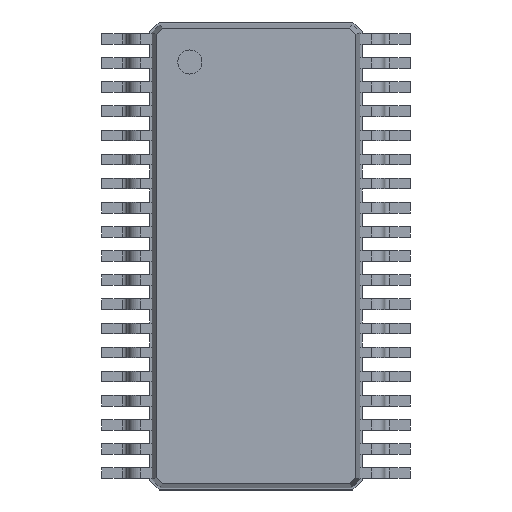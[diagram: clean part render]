
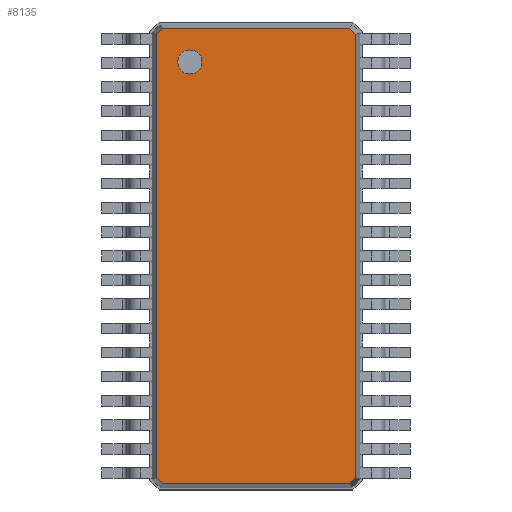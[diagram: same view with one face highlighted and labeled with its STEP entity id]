
A CAD part, top view. The second image highlights one B-rep face of the part: STEP entity #8135.
In plain terms, the highlighted planar face has unit normal (0, 0, 1).
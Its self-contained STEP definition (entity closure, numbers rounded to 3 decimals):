
#27=VECTOR('',#28,1.);
#28=DIRECTION('',(1.,0.,0.));
#51=VECTOR('',#52,1.);
#52=DIRECTION('',(0.707,-0.707,0.));
#58=VECTOR('',#59,1.);
#59=DIRECTION('',(0.,-1.,0.));
#65=VECTOR('',#66,1.);
#66=DIRECTION('',(-0.707,-0.707,0.));
#72=VECTOR('',#73,1.);
#73=DIRECTION('',(-1.,0.,0.));
#79=VECTOR('',#80,1.);
#80=DIRECTION('',(-0.707,0.707,0.));
#86=VECTOR('',#87,1.);
#87=DIRECTION('',(0.,1.,0.));
#91=VECTOR('',#92,1.);
#92=DIRECTION('',(0.707,0.707,0.));
#95=DIRECTION('',(0.,0.,-1.));
#2322=VERTEX_POINT('',#2323);
#2323=CARTESIAN_POINT('',(-2.07,4.595,1.));
#2326=EDGE_CURVE('',#2327,#2322,#2329,.T.);
#2327=VERTEX_POINT('',#2328);
#2328=CARTESIAN_POINT('',(-2.07,-4.595,1.));
#2329=LINE('',#2328,#86);
#2340=VERTEX_POINT('',#2341);
#2341=CARTESIAN_POINT('',(-1.945,4.72,1.));
#2344=EDGE_CURVE('',#2322,#2340,#2345,.T.);
#2345=LINE('',#2323,#91);
#2354=VERTEX_POINT('',#2355);
#2355=CARTESIAN_POINT('',(1.945,4.72,1.));
#2358=EDGE_CURVE('',#2340,#2354,#2359,.T.);
#2359=LINE('',#2341,#27);
#2368=VERTEX_POINT('',#2369);
#2369=CARTESIAN_POINT('',(2.07,4.595,1.));
#2372=EDGE_CURVE('',#2354,#2368,#2373,.T.);
#2373=LINE('',#2355,#51);
#2534=VERTEX_POINT('',#2535);
#2535=CARTESIAN_POINT('',(2.07,-4.595,1.));
#2538=EDGE_CURVE('',#2368,#2534,#2539,.T.);
#2539=LINE('',#2369,#58);
#8135=ADVANCED_FACE('',(#8136,#8156),#8166,.F.);
#8136=FACE_BOUND('',#8137,.F.);
#8137=EDGE_LOOP('',(#8138,#8139,#8140,#8141,#8146,#8151,#8154,#8155));
#8138=ORIENTED_EDGE('',*,*,#2358,.T.);
#8139=ORIENTED_EDGE('',*,*,#2372,.T.);
#8140=ORIENTED_EDGE('',*,*,#2538,.T.);
#8141=ORIENTED_EDGE('',*,*,#8142,.T.);
#8142=EDGE_CURVE('',#2534,#8143,#8145,.T.);
#8143=VERTEX_POINT('',#8144);
#8144=CARTESIAN_POINT('',(1.945,-4.72,1.));
#8145=LINE('',#2535,#65);
#8146=ORIENTED_EDGE('',*,*,#8147,.T.);
#8147=EDGE_CURVE('',#8143,#8148,#8150,.T.);
#8148=VERTEX_POINT('',#8149);
#8149=CARTESIAN_POINT('',(-1.945,-4.72,1.));
#8150=LINE('',#8144,#72);
#8151=ORIENTED_EDGE('',*,*,#8152,.T.);
#8152=EDGE_CURVE('',#8148,#2327,#8153,.T.);
#8153=LINE('',#8149,#79);
#8154=ORIENTED_EDGE('',*,*,#2326,.T.);
#8155=ORIENTED_EDGE('',*,*,#2344,.T.);
#8156=FACE_BOUND('',#8157,.F.);
#8157=EDGE_LOOP('',(#8158));
#8158=ORIENTED_EDGE('',*,*,#8159,.F.);
#8159=EDGE_CURVE('',#8160,#8160,#8162,.T.);
#8160=VERTEX_POINT('',#8161);
#8161=CARTESIAN_POINT('',(-1.37,3.77,1.));
#8162=CIRCLE('',#8163,0.25);
#8163=AXIS2_PLACEMENT_3D('',#8164,#8165,#59);
#8164=CARTESIAN_POINT('',(-1.37,4.02,1.));
#8165=DIRECTION('',(0.,-0.,-1.));
#8166=PLANE('',#8167);
#8167=AXIS2_PLACEMENT_3D('',#2341,#95,#8168);
#8168=DIRECTION('',(0.381,-0.925,0.));
